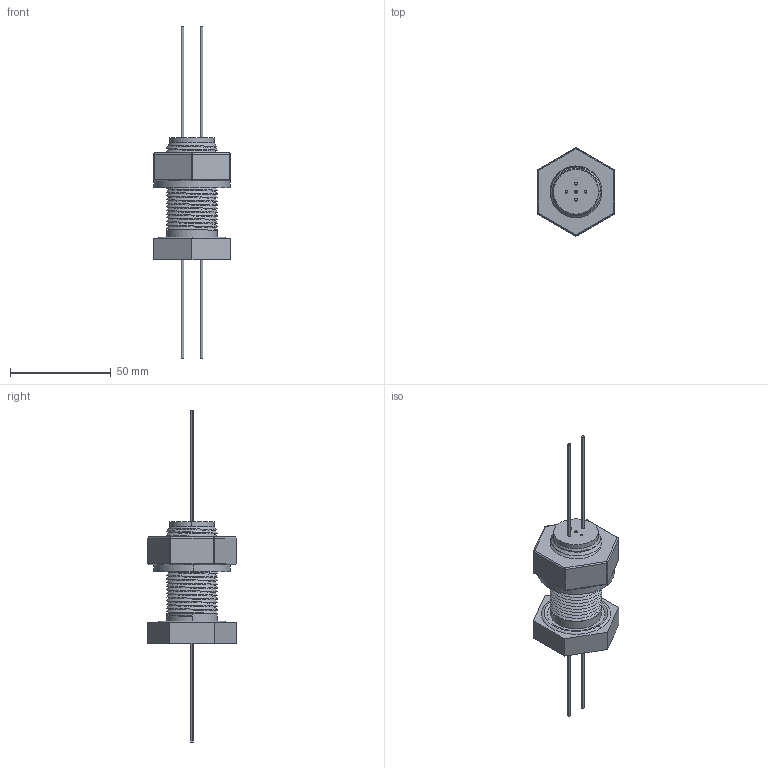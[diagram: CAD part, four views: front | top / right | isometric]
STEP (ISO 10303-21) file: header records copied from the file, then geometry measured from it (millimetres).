
FILE_DESCRIPTION (( 'STEP AP203' ), '1' );
FILE_NAME ('A0505-1-BP.STEP', '2019-11-13T20:50:59', ( '' ), ( '' ), 'SwSTEP 2.0', 'SolidWorks 2019', '' );
FILE_SCHEMA (( 'CONFIG_CONTROL_DESIGN' ));
Length unit declared in the file: inch
Products named in the file (1): A0505-1-BP
Bounding box: 38.1 x 43.99 x 165.1 mm (x, y, z)
Volume: 49342 mm3; surface area: 16148.4 mm2
Topology: 1 solids, 1 shells, 226 faces, 572 edges, 353 vertices
Faces by surface type: cylinder 94, cone 73, plane 41, sphere 12, torus 4, bspline 2
Entity records: 13919 total; most frequent: CARTESIAN_POINT 8820, ORIENTED_EDGE 1124, DIRECTION 973, EDGE_CURVE 562, AXIS2_PLACEMENT_3D 390, VERTEX_POINT 349, EDGE_LOOP 239, ADVANCED_FACE 226
